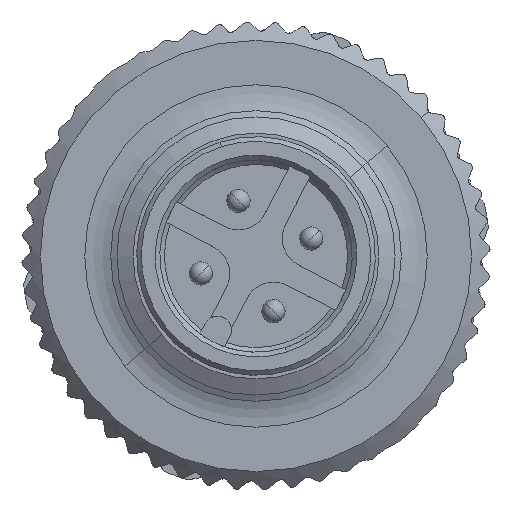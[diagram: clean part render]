
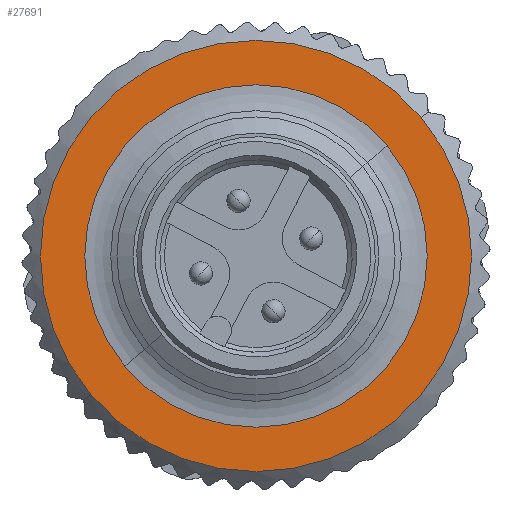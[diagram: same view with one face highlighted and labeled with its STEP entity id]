
A CAD part, left-side view. The second image highlights one B-rep face of the part: STEP entity #27691.
In plain terms, the highlighted planar face has unit normal (-1, 0, 0).
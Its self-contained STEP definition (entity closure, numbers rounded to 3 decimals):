
#13843=CARTESIAN_POINT('',(-6.6,0.273,-0.065));
#13844=DIRECTION('',(1.,0.,0.));
#13845=DIRECTION('',(0.,-0.766,0.643));
#13846=AXIS2_PLACEMENT_3D('',#13843,#13844,#13845);
#13851=CARTESIAN_POINT('',(-6.6,0.273,-0.065));
#13852=DIRECTION('',(1.,0.,0.));
#13853=DIRECTION('',(0.,0.766,-0.643));
#13854=AXIS2_PLACEMENT_3D('',#13851,#13852,#13853);
#13859=CARTESIAN_POINT('',(-6.6,0.273,-0.065));
#13860=DIRECTION('',(-1.,0.,0.));
#13861=DIRECTION('',(0.,-0.766,0.643));
#13862=AXIS2_PLACEMENT_3D('',#13859,#13860,#13861);
#13867=CARTESIAN_POINT('',(-6.6,0.273,-0.065));
#13868=DIRECTION('',(-1.,0.,0.));
#13869=DIRECTION('',(0.,0.766,-0.643));
#13870=AXIS2_PLACEMENT_3D('',#13867,#13868,#13869);
#18046=CARTESIAN_POINT('',(-6.6,-5.386,4.683));
#18047=VERTEX_POINT('',#18046);
#18048=CARTESIAN_POINT('',(-6.6,5.931,-4.813));
#18049=VERTEX_POINT('',#18048);
#18066=CARTESIAN_POINT('',(-6.6,-6.852,5.913));
#18068=VERTEX_POINT('',#18066);
#18070=CARTESIAN_POINT('',(-6.6,7.397,-6.043));
#18072=VERTEX_POINT('',#18070);
#27676=CARTESIAN_POINT('',(-6.6,0.273,-0.065));
#27677=DIRECTION('',(-1.,0.,0.));
#27678=DIRECTION('',(0.,-0.766,0.643));
#27679=AXIS2_PLACEMENT_3D('',#27676,#27677,#27678);
#27680=PLANE('',#27679);
#27681=ORIENTED_EDGE('',*,*,#24127,.F.);
#27682=ORIENTED_EDGE('',*,*,#23716,.F.);
#27683=EDGE_LOOP('',(#27681,#27682));
#27684=FACE_OUTER_BOUND('',#27683,.F.);
#27686=ORIENTED_EDGE('',*,*,#27685,.F.);
#27688=ORIENTED_EDGE('',*,*,#27687,.F.);
#27689=EDGE_LOOP('',(#27686,#27688));
#27690=FACE_BOUND('',#27689,.F.);
#27691=ADVANCED_FACE('',(#27684,#27690),#27680,.T.);
#13847=CIRCLE('',#13846,7.387);
#13855=CIRCLE('',#13854,7.387);
#13863=CIRCLE('',#13862,9.3);
#13871=CIRCLE('',#13870,9.3);
#23716=EDGE_CURVE('',#18072,#18068,#13871,.T.);
#24127=EDGE_CURVE('',#18068,#18072,#13863,.T.);
#27685=EDGE_CURVE('',#18047,#18049,#13847,.T.);
#27687=EDGE_CURVE('',#18049,#18047,#13855,.T.);
